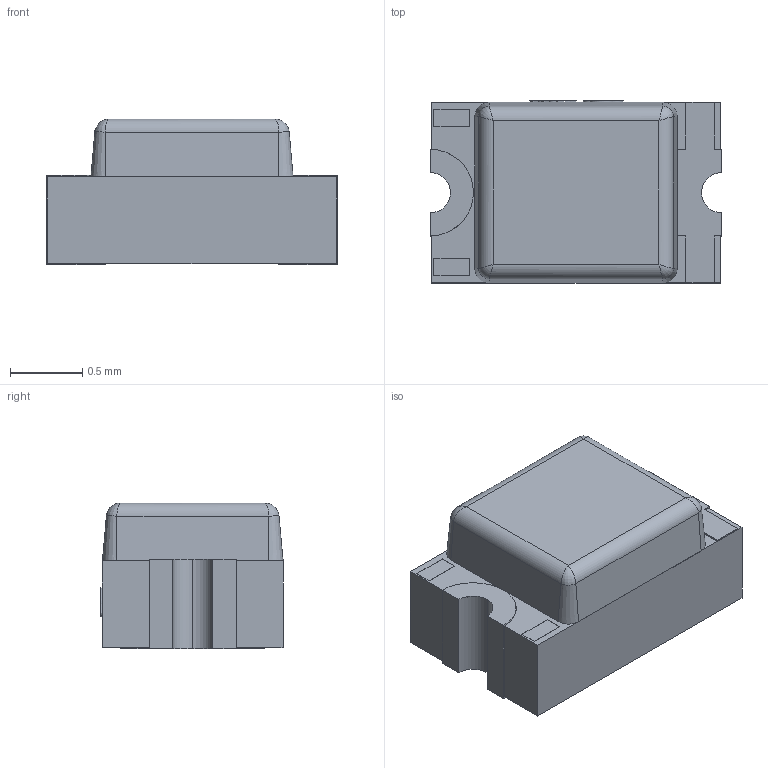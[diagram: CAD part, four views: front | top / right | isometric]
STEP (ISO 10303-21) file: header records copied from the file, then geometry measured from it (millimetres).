
FILE_DESCRIPTION (( 'STEP AP214' ), '1' );
FILE_NAME ('LED0805-R-RD_ORANGE.step', '2022-07-08T13:31:01', ( '' ), ( '' ), 'SwSTEP 2.0', 'SolidWorks 2020', '' );
FILE_SCHEMA (( 'AUTOMOTIVE_DESIGN' ));
Length unit declared in the file: millimetre
Products named in the file (1): LED0805-R-RD_ORANGE
Bounding box: 2.02 x 1.26 x 1.01 mm (x, y, z)
Volume: 2.1 mm3; surface area: 18.4 mm2
Topology: 4 solids, 4 shells, 378 faces, 1011 edges, 666 vertices
Faces by surface type: plane 241, bspline 116, cylinder 17, cone 4
Entity records: 17869 total; most frequent: CARTESIAN_POINT 5092, ORIENTED_EDGE 2014, DIRECTION 1325, EDGE_CURVE 1007, LINE 735, VECTOR 735, VERTEX_POINT 666, EDGE_LOOP 407
